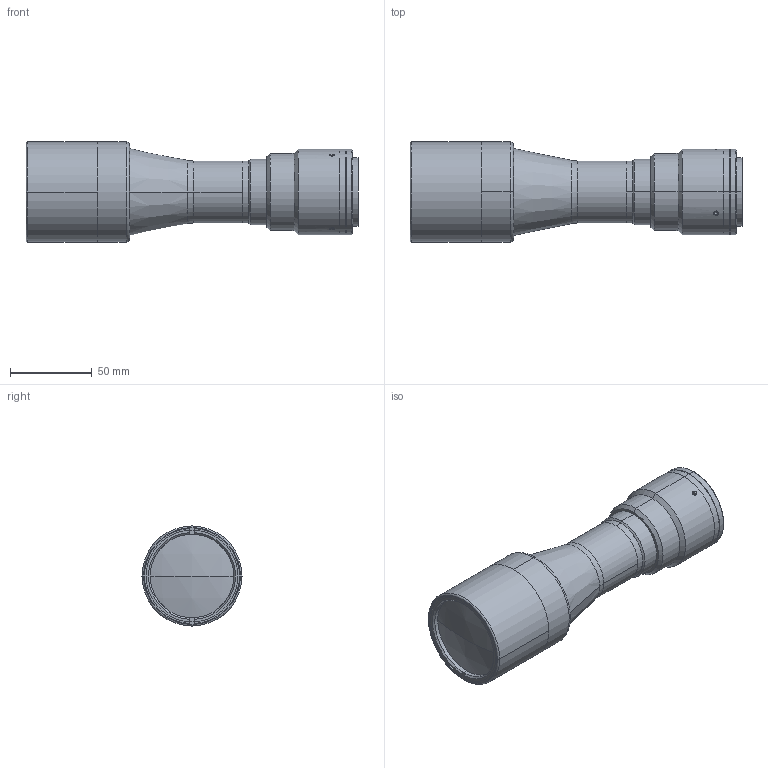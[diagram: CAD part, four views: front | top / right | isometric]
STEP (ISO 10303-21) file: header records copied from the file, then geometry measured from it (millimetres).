
FILE_DESCRIPTION (( 'STEP AP203' ), '1' );
FILE_NAME ('DP71392_TC2MHR036-E.step', '2021-10-01T13:35:19', ( '' ), ( '' ), 'SwSTEP 2.0', 'SolidWorks 2021', '' );
FILE_SCHEMA (( 'CONFIG_CONTROL_DESIGN' ));
Length unit declared in the file: millimetre
Products named in the file (1): DP71392_TC2MHR036-E
Bounding box: 202.47 x 61 x 61 mm (x, y, z)
Surface area: 53838.7 mm2 (no closed solid volume)
Topology: 0 solids, 16 shells, 106 faces, 290 edges, 203 vertices
Faces by surface type: plane 42, cylinder 36, cone 20, torus 6, sphere 2
Entity records: 3696 total; most frequent: CARTESIAN_POINT 840, DIRECTION 640, ORIENTED_EDGE 470, EDGE_CURVE 290, AXIS2_PLACEMENT_3D 259, VERTEX_POINT 203, CIRCLE 152, EDGE_LOOP 137
